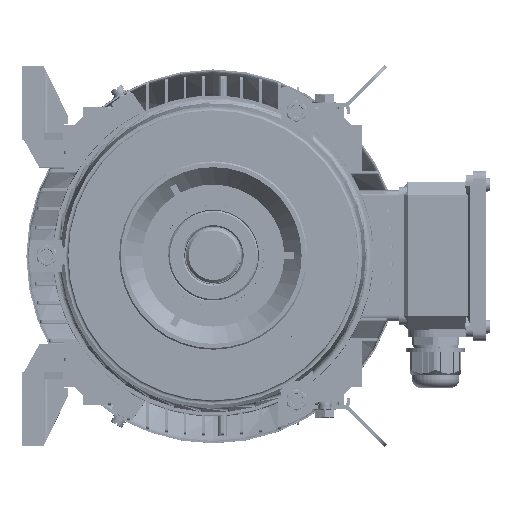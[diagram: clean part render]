
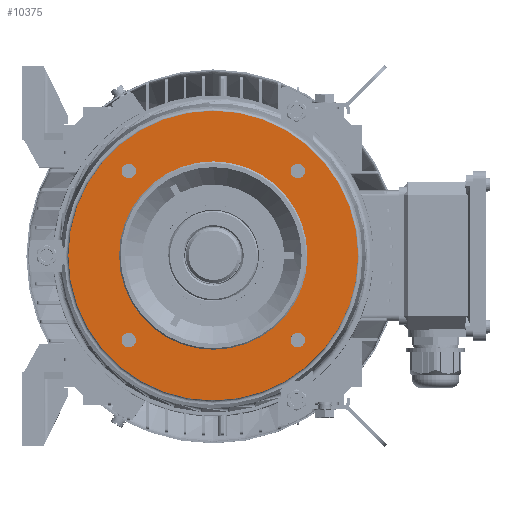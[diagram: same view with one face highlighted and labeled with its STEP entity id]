
A CAD part, top view. The second image highlights one B-rep face of the part: STEP entity #10375.
In plain terms, the highlighted planar face has unit normal (0, 0, 1).
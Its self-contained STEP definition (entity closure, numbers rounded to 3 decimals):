
#3856=FACE_BOUND('',#24852,.T.);
#3857=FACE_BOUND('',#24853,.T.);
#3858=FACE_BOUND('',#24854,.T.);
#3859=FACE_BOUND('',#24855,.T.);
#3860=FACE_BOUND('',#24856,.T.);
#3861=FACE_BOUND('',#24857,.T.);
#10375=ADVANCED_FACE('',(#3856,#3857,#3858,#3859,#3860,#3861),#13947,.F.);
#13947=PLANE('',#109282);
#24852=EDGE_LOOP('',(#51318));
#24853=EDGE_LOOP('',(#51319));
#24854=EDGE_LOOP('',(#51320));
#24855=EDGE_LOOP('',(#51321));
#24856=EDGE_LOOP('',(#51322));
#24857=EDGE_LOOP('',(#51323));
#29904=CIRCLE('',#109276,5.);
#29905=CIRCLE('',#109277,5.);
#29906=CIRCLE('',#109278,65.);
#29907=CIRCLE('',#109279,100.);
#29908=CIRCLE('',#109280,5.);
#29909=CIRCLE('',#109281,5.);
#51318=ORIENTED_EDGE('',*,*,#80112,.F.);
#51319=ORIENTED_EDGE('',*,*,#80113,.F.);
#51320=ORIENTED_EDGE('',*,*,#80114,.F.);
#51321=ORIENTED_EDGE('',*,*,#80115,.T.);
#51322=ORIENTED_EDGE('',*,*,#80116,.F.);
#51323=ORIENTED_EDGE('',*,*,#80117,.F.);
#66819=VERTEX_POINT('',#167971);
#66820=VERTEX_POINT('',#167973);
#66821=VERTEX_POINT('',#167975);
#66822=VERTEX_POINT('',#167977);
#66823=VERTEX_POINT('',#167979);
#66824=VERTEX_POINT('',#167981);
#80112=EDGE_CURVE('',#66819,#66819,#29904,.T.);
#80113=EDGE_CURVE('',#66820,#66820,#29905,.T.);
#80114=EDGE_CURVE('',#66821,#66821,#29906,.T.);
#80115=EDGE_CURVE('',#66822,#66822,#29907,.T.);
#80116=EDGE_CURVE('',#66823,#66823,#29908,.T.);
#80117=EDGE_CURVE('',#66824,#66824,#29909,.T.);
#109276=AXIS2_PLACEMENT_3D('',#167970,#132076,#132077);
#109277=AXIS2_PLACEMENT_3D('',#167972,#132078,#132079);
#109278=AXIS2_PLACEMENT_3D('',#167974,#132080,#132081);
#109279=AXIS2_PLACEMENT_3D('',#167976,#132082,#132083);
#109280=AXIS2_PLACEMENT_3D('',#167978,#132084,#132085);
#109281=AXIS2_PLACEMENT_3D('',#167980,#132086,#132087);
#109282=AXIS2_PLACEMENT_3D('',#167982,#132088,#132089);
#132076=DIRECTION('',(0.,0.,1.));
#132077=DIRECTION('',(0.,1.,0.));
#132078=DIRECTION('',(0.,0.,1.));
#132079=DIRECTION('',(0.,1.,0.));
#132080=DIRECTION('',(0.,0.,1.));
#132081=DIRECTION('',(0.,-1.,0.));
#132082=DIRECTION('',(0.,0.,1.));
#132083=DIRECTION('',(0.,-1.,0.));
#132084=DIRECTION('',(0.,0.,1.));
#132085=DIRECTION('',(0.,1.,0.));
#132086=DIRECTION('',(0.,0.,1.));
#132087=DIRECTION('',(0.,1.,0.));
#132088=DIRECTION('',(0.,0.,-1.));
#132089=DIRECTION('',(0.,1.,0.));
#167970=CARTESIAN_POINT('',(58.336,58.336,284.));
#167971=CARTESIAN_POINT('',(58.336,63.336,284.));
#167972=CARTESIAN_POINT('',(58.336,-58.336,284.));
#167973=CARTESIAN_POINT('',(58.336,-53.336,284.));
#167974=CARTESIAN_POINT('',(0.,0.,284.));
#167975=CARTESIAN_POINT('',(0.,-65.,284.));
#167976=CARTESIAN_POINT('',(0.,0.,284.));
#167977=CARTESIAN_POINT('',(0.,-100.,284.));
#167978=CARTESIAN_POINT('',(-58.336,-58.336,284.));
#167979=CARTESIAN_POINT('',(-58.336,-53.336,284.));
#167980=CARTESIAN_POINT('',(-58.336,58.336,284.));
#167981=CARTESIAN_POINT('',(-58.336,63.336,284.));
#167982=CARTESIAN_POINT('',(100.,0.,284.));
